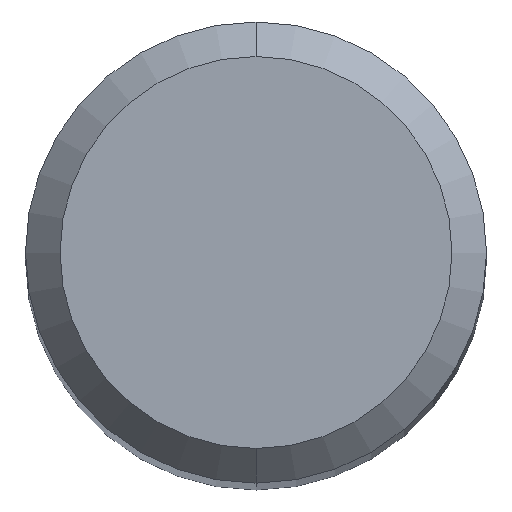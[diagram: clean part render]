
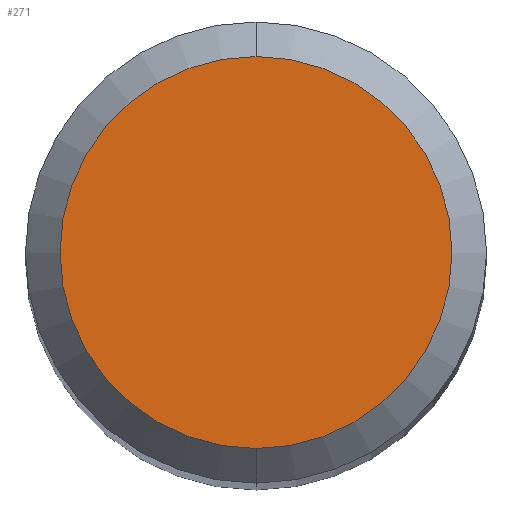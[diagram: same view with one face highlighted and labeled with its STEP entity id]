
A CAD part, top view. The second image highlights one B-rep face of the part: STEP entity #271.
In plain terms, the highlighted planar face has unit normal (0, 0, 1).
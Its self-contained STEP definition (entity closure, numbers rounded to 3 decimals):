
#181=VERTEX_POINT('',#496);
#225=EDGE_CURVE('',#181,#391,#549,.T.);
#241=EDGE_CURVE('',#391,#181,#567,.T.);
#271=ADVANCED_FACE('',(#603),#604,.T.);
#391=VERTEX_POINT('',#732);
#496=CARTESIAN_POINT('',(0.0,1.7,0.0));
#549=CIRCLE('',#945,1.7);
#567=CIRCLE('',#967,1.7);
#603=FACE_OUTER_BOUND('',#1013,.T.);
#604=PLANE('',#1014);
#732=CARTESIAN_POINT('',(0.,-1.7,0.0));
#945=AXIS2_PLACEMENT_3D('',#1555,#1556,#1557);
#967=AXIS2_PLACEMENT_3D('',#1585,#1586,#1587);
#1013=EDGE_LOOP('',(#1644,#1645));
#1014=AXIS2_PLACEMENT_3D('',#1646,#1647,#1648);
#1555=CARTESIAN_POINT('',(0.0,0.0,0.0));
#1556=DIRECTION('',(0.0,0.0,-1.0));
#1557=DIRECTION('',(0.0,1.0,0.0));
#1585=CARTESIAN_POINT('',(0.0,0.0,0.0));
#1586=DIRECTION('',(0.0,0.0,-1.0));
#1587=DIRECTION('',(0.0,1.0,0.0));
#1644=ORIENTED_EDGE('',*,*,#225,.F.);
#1645=ORIENTED_EDGE('',*,*,#241,.F.);
#1646=CARTESIAN_POINT('',(0.0,0.85,0.0));
#1647=DIRECTION('',(-0.0,0.0,1.0));
#1648=DIRECTION('',(0.0,-1.0,0.0));
